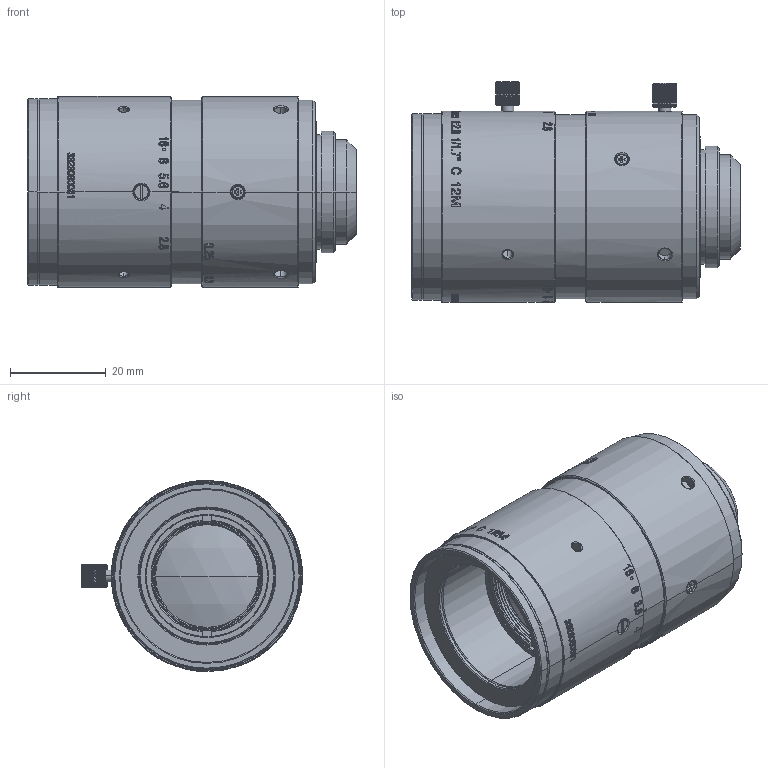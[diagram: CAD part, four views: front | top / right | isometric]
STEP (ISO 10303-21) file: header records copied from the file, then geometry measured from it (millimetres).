
FILE_DESCRIPTION (( 'STEP AP203' ), '1' );
FILE_NAME ('600129.step', '2025-04-14T08:38:08', ( 'MSI' ), ( '' ), 'SwSTEP 2.0', 'SolidWorks 2020', '' );
FILE_SCHEMA (( 'CONFIG_CONTROL_DESIGN' ));
Length unit declared in the file: millimetre
Products named in the file (29): 600129.stp; V330131A-611_4_1.stp; V330131B-606.stp; DZO_LA5028A_1806-QQ-3_1_1_1.stp; DZO_LA5028A_1806_ASM_1_ASM.stp; MANIFOLD_SOLID_BREP_1985_1_1.stp; DZO_LA5028A_1806-QQ-1_2_ASM_1_ASM.stp; V330131A-610_5_1.stp; V330131A-603_3_1.stp; DZO_LA5028A_1806-4_ASM_1_ASM_1_ASM.stp; __19_8-12-0_8-WZ_ASM_1_ASM_1_ASM.stp; DZO_LA5028A_1806-1_ASM_1_ASM_1_ASM.stp; V330131A-607_4_1.stp; DZO_LA5028A_1806-QQ-1_2_2_1.stp; DZO_LA5028A_1806-3_ASM_1_ASM_1_ASM.stp; V330131A-601_11_1.stp; DZO_LA5028A_1806_ASM_18_ASM_1_ASM.stp; DZO_LA5028A_1806-QQ-3_1_ASM_1_ASM.stp; DZO_LA5028A_1806-2_ASM_2_ASM_1_ASM.stp; V330131A-604_6_1.stp; M1_4X3_1_1.stp; V330011A-621A_B_C_D_1_1.stp; 600129; MANIFOLD_SOLID_BREP_223_1_1.stp; I741411C-615_1_1.stp; V330011A-622A_B_C_D_1_1.stp; V330011A-618_1_1.stp; MANIFOLD_SOLID_BREP_2024_1_1.stp; V330131A-609_6_1.stp
Assembly tree (36 placements, depth 7):
  600129
    600129.stp
      DZO_LA5028A_1806_ASM_1_ASM.stp
        DZO_LA5028A_1806_ASM_18_ASM_1_ASM.stp
          DZO_LA5028A_1806-1_ASM_1_ASM_1_ASM.stp
            DZO_LA5028A_1806-QQ-3_1_ASM_1_ASM.stp
              DZO_LA5028A_1806-QQ-3_1_1_1.stp
            V330131A-603_3_1.stp
          DZO_LA5028A_1806-2_ASM_2_ASM_1_ASM.stp
            DZO_LA5028A_1806-QQ-1_2_ASM_1_ASM.stp
              DZO_LA5028A_1806-QQ-1_2_2_1.stp
            __19_8-12-0_8-WZ_ASM_1_ASM_1_ASM.stp
              MANIFOLD_SOLID_BREP_223_1_1.stp
            V330131A-601_11_1.stp
            V330131A-611_4_1.stp
          DZO_LA5028A_1806-4_ASM_1_ASM_1_ASM.stp
            V330131A-609_6_1.stp
            M1_4X3_1_1.stp  x3
            MANIFOLD_SOLID_BREP_1985_1_1.stp
          DZO_LA5028A_1806-3_ASM_1_ASM_1_ASM.stp
            MANIFOLD_SOLID_BREP_1985_1_1.stp
            I741411C-615_1_1.stp
          V330011A-618_1_1.stp
          V330131A-604_6_1.stp
          V330131A-607_4_1.stp
          V330131A-610_5_1.stp
          MANIFOLD_SOLID_BREP_2024_1_1.stp  x3
          M1_4X3_1_1.stp  x3
          V330011A-621A_B_C_D_1_1.stp
          V330011A-622A_B_C_D_1_1.stp
      V330131B-606.stp
Bounding box: 68.8 x 46.25 x 40 mm (x, y, z)
Volume: 39292.5 mm3; surface area: 43884.1 mm2
Topology: 26 solids, 26 shells, 2605 faces, 6743 edges, 4355 vertices
Faces by surface type: bspline 865, plane 724, cylinder 630, cone 316, torus 62, sphere 8
Entity records: 110307 total; most frequent: CARTESIAN_POINT 58393, ORIENTED_EDGE 11484, DIRECTION 7672, EDGE_CURVE 5742, VERTEX_POINT 3713, AXIS2_PLACEMENT_3D 2782, EDGE_LOOP 2457, B_SPLINE_CURVE_WITH_KNOTS 2257
